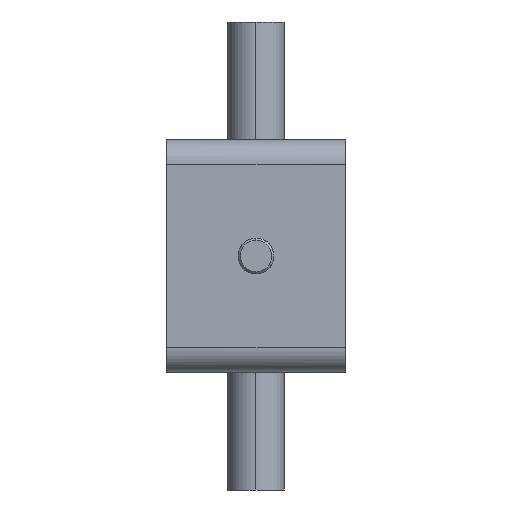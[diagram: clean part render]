
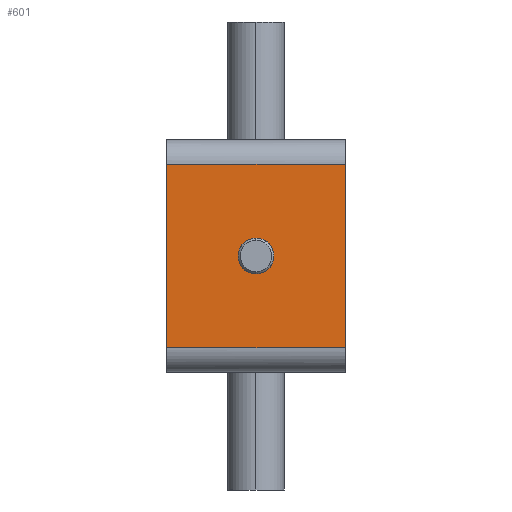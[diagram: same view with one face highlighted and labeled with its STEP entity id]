
A CAD part, left-side view. The second image highlights one B-rep face of the part: STEP entity #601.
In plain terms, the highlighted free-form (B-spline) face has degree [1, 1] with [2, 2] control points.
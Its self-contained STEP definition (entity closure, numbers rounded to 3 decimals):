
#24 = VERTEX_POINT('',#25);
#25 = CARTESIAN_POINT('',(0.,8.046,
    10.459));
#30 = EDGE_CURVE('',#31,#24,#33,.T.);
#31 = VERTEX_POINT('',#32);
#32 = CARTESIAN_POINT('',(0.,8.046,
    7.241));
#33 = ( BOUNDED_CURVE() B_SPLINE_CURVE(2,(#34,#35,#36,#37,#38),
.UNSPECIFIED.,.F.,.F.) B_SPLINE_CURVE_WITH_KNOTS((3,2,3),(3.142,
4.712,6.283),.PIECEWISE_BEZIER_KNOTS.) CURVE() 
GEOMETRIC_REPRESENTATION_ITEM() RATIONAL_B_SPLINE_CURVE((1.,
0.707,1.,0.707,1.)) REPRESENTATION_ITEM('') );
#34 = CARTESIAN_POINT('',(0.,8.046,
    7.241));
#35 = CARTESIAN_POINT('',(0.,6.436,
    7.241));
#36 = CARTESIAN_POINT('',(0.,6.436,
    8.85));
#37 = CARTESIAN_POINT('',(0.,6.436,
    10.459));
#38 = CARTESIAN_POINT('',(0.,8.046,
    10.459));
#579 = VERTEX_POINT('',#580);
#580 = CARTESIAN_POINT('',(0.,0.,
    17.108));
#585 = EDGE_CURVE('',#579,#586,#588,.T.);
#586 = VERTEX_POINT('',#587);
#587 = CARTESIAN_POINT('',(0.,0.,
    0.593));
#588 = B_SPLINE_CURVE_WITH_KNOTS('',1,(#589,#590),.UNSPECIFIED.,.F.,.F.,
  (2,2),(-21.263,-0.737),.PIECEWISE_BEZIER_KNOTS.);
#589 = CARTESIAN_POINT('',(0.,0.,
    17.108));
#590 = CARTESIAN_POINT('',(0.,0.,
    0.593));
#601 = ADVANCED_FACE('',(#602,#613),#635,.T.);
#602 = FACE_BOUND('',#603,.T.);
#603 = EDGE_LOOP('',(#604,#612));
#604 = ORIENTED_EDGE('',*,*,#605,.F.);
#605 = EDGE_CURVE('',#24,#31,#606,.T.);
#606 = ( BOUNDED_CURVE() B_SPLINE_CURVE(2,(#607,#608,#609,#610,#611),
.UNSPECIFIED.,.F.,.F.) B_SPLINE_CURVE_WITH_KNOTS((3,2,3),(0.,
1.571,3.142),.PIECEWISE_BEZIER_KNOTS.) CURVE() 
GEOMETRIC_REPRESENTATION_ITEM() RATIONAL_B_SPLINE_CURVE((1.,
0.707,1.,0.707,1.)) REPRESENTATION_ITEM('') );
#607 = CARTESIAN_POINT('',(0.,8.046,
    10.459));
#608 = CARTESIAN_POINT('',(0.,9.655,
    10.459));
#609 = CARTESIAN_POINT('',(0.,9.655,
    8.85));
#610 = CARTESIAN_POINT('',(0.,9.655,
    7.241));
#611 = CARTESIAN_POINT('',(0.,8.046,
    7.241));
#612 = ORIENTED_EDGE('',*,*,#30,.F.);
#613 = FACE_BOUND('',#614,.T.);
#614 = EDGE_LOOP('',(#615,#616,#623,#630));
#615 = ORIENTED_EDGE('',*,*,#585,.F.);
#616 = ORIENTED_EDGE('',*,*,#617,.T.);
#617 = EDGE_CURVE('',#579,#618,#620,.T.);
#618 = VERTEX_POINT('',#619);
#619 = CARTESIAN_POINT('',(0.,16.091,
    17.108));
#620 = B_SPLINE_CURVE_WITH_KNOTS('',1,(#621,#622),.UNSPECIFIED.,.F.,.F.,
  (2,2),(0.,20.),.PIECEWISE_BEZIER_KNOTS.);
#621 = CARTESIAN_POINT('',(0.,0.,
    17.108));
#622 = CARTESIAN_POINT('',(0.,16.091,
    17.108));
#623 = ORIENTED_EDGE('',*,*,#624,.F.);
#624 = EDGE_CURVE('',#625,#618,#627,.T.);
#625 = VERTEX_POINT('',#626);
#626 = CARTESIAN_POINT('',(0.,16.091,
    0.593));
#627 = B_SPLINE_CURVE_WITH_KNOTS('',1,(#628,#629),.UNSPECIFIED.,.F.,.F.,
  (2,2),(-23.263,-2.737),.PIECEWISE_BEZIER_KNOTS.);
#628 = CARTESIAN_POINT('',(0.,16.091,
    0.593));
#629 = CARTESIAN_POINT('',(0.,16.091,
    17.108));
#630 = ORIENTED_EDGE('',*,*,#631,.T.);
#631 = EDGE_CURVE('',#625,#586,#632,.T.);
#632 = B_SPLINE_CURVE_WITH_KNOTS('',1,(#633,#634),.UNSPECIFIED.,.F.,.F.,
  (2,2),(-20.,0.),.PIECEWISE_BEZIER_KNOTS.);
#633 = CARTESIAN_POINT('',(0.,16.091,
    0.593));
#634 = CARTESIAN_POINT('',(0.,0.,
    0.593));
#635 = B_SPLINE_SURFACE_WITH_KNOTS('',1,1,(
    (#636,#637)
    ,(#638,#639
  )),.UNSPECIFIED.,.F.,.F.,.F.,(2,2),(2,2),(0.737,21.263),(
    0.,20.),.PIECEWISE_BEZIER_KNOTS.);
#636 = CARTESIAN_POINT('',(0.,0.,
    0.593));
#637 = CARTESIAN_POINT('',(0.,16.091,
    0.593));
#638 = CARTESIAN_POINT('',(0.,0.,
    17.108));
#639 = CARTESIAN_POINT('',(0.,16.091,
    17.108));
